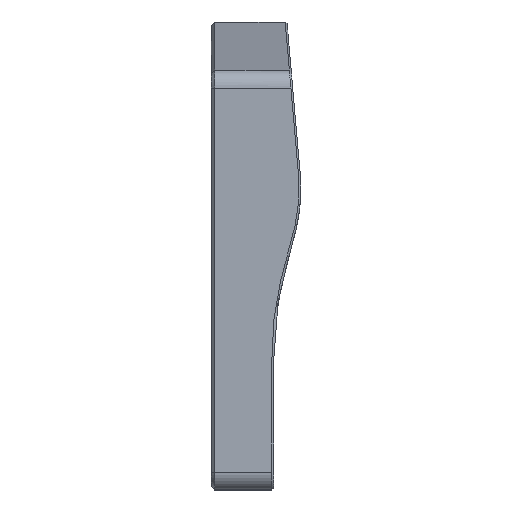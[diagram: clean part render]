
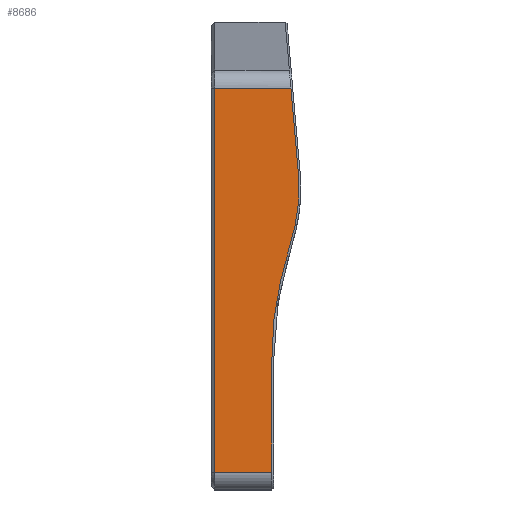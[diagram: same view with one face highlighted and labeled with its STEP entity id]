
A CAD part, left-side view. The second image highlights one B-rep face of the part: STEP entity #8686.
In plain terms, the highlighted planar face has unit normal (-1, 0, 0).
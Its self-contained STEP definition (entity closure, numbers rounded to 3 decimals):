
#82=PLANE('',#9246);
#496=FACE_OUTER_BOUND('',#1002,.T.);
#1002=EDGE_LOOP('',(#6387,#6388,#6389,#6390,#6391,#6392,#6393));
#1878=B_SPLINE_CURVE_WITH_KNOTS('',3,(#18069,#18070,#18071,#18072,#18073,
#18074,#18075,#18076),.UNSPECIFIED.,.F.,.F.,(4,1,1,1,1,4),(0.,
1.351,2.027,2.365,3.378,4.73),
 .UNSPECIFIED.);
#1885=B_SPLINE_CURVE_WITH_KNOTS('',3,(#18273,#18274,#18275,#18276),
 .UNSPECIFIED.,.F.,.F.,(4,4),(1.562,1.571),
 .UNSPECIFIED.);
#2168=LINE('',#18025,#2839);
#2172=LINE('',#18082,#2843);
#2223=LINE('',#18563,#2894);
#2224=LINE('',#18567,#2895);
#2225=LINE('',#18568,#2896);
#2839=VECTOR('',#10352,10.);
#2843=VECTOR('',#10358,10.);
#2894=VECTOR('',#10461,10.);
#2895=VECTOR('',#10466,10.);
#2896=VECTOR('',#10467,10.);
#3750=VERTEX_POINT('',#18017);
#3752=VERTEX_POINT('',#18023);
#3754=VERTEX_POINT('',#18067);
#3756=VERTEX_POINT('',#18080);
#3777=VERTEX_POINT('',#18208);
#3812=VERTEX_POINT('',#18562);
#3813=VERTEX_POINT('',#18566);
#4757=EDGE_CURVE('',#3752,#3750,#2168,.T.);
#4760=EDGE_CURVE('',#3754,#3752,#1878,.T.);
#4763=EDGE_CURVE('',#3756,#3754,#2172,.T.);
#4804=EDGE_CURVE('',#3777,#3756,#1885,.T.);
#4849=EDGE_CURVE('',#3750,#3812,#2223,.T.);
#4851=EDGE_CURVE('',#3813,#3777,#2224,.T.);
#4852=EDGE_CURVE('',#3812,#3813,#2225,.T.);
#6387=ORIENTED_EDGE('',*,*,#4757,.F.);
#6388=ORIENTED_EDGE('',*,*,#4760,.F.);
#6389=ORIENTED_EDGE('',*,*,#4763,.F.);
#6390=ORIENTED_EDGE('',*,*,#4804,.F.);
#6391=ORIENTED_EDGE('',*,*,#4851,.F.);
#6392=ORIENTED_EDGE('',*,*,#4852,.F.);
#6393=ORIENTED_EDGE('',*,*,#4849,.F.);
#8686=ADVANCED_FACE('',(#496),#82,.T.);
#9246=AXIS2_PLACEMENT_3D('',#18565,#10464,#10465);
#10352=DIRECTION('',(0.,0.,-1.));
#10358=DIRECTION('',(0.,-0.087,-0.996));
#10461=DIRECTION('',(0.,1.,0.));
#10464=DIRECTION('center_axis',(-1.,0.,0.));
#10465=DIRECTION('ref_axis',(0.,0.,1.));
#10466=DIRECTION('',(0.,-1.,0.));
#10467=DIRECTION('',(0.,0.,1.));
#18017=CARTESIAN_POINT('',(-120.943,-6.6,-43.6));
#18023=CARTESIAN_POINT('',(-120.943,-6.6,-18.766));
#18025=CARTESIAN_POINT('',(-120.943,-6.6,-33.183));
#18067=CARTESIAN_POINT('',(-120.943,-12.556,23.614));
#18069=CARTESIAN_POINT('Ctrl Pts',(-120.943,-12.556,23.614));
#18070=CARTESIAN_POINT('Ctrl Pts',(-120.943,-12.946,19.165));
#18071=CARTESIAN_POINT('Ctrl Pts',(-120.943,-12.449,13.836));
#18072=CARTESIAN_POINT('Ctrl Pts',(-120.943,-10.97,8.097));
#18073=CARTESIAN_POINT('Ctrl Pts',(-120.943,-9.548,3.111));
#18074=CARTESIAN_POINT('Ctrl Pts',(-120.943,-7.6,-3.86));
#18075=CARTESIAN_POINT('Ctrl Pts',(-120.943,-6.6,-12.348));
#18076=CARTESIAN_POINT('Ctrl Pts',(-120.943,-6.6,-18.766));
#18080=CARTESIAN_POINT('',(-120.943,-10.898,42.565));
#18082=CARTESIAN_POINT('',(-120.943,-14.123,5.709));
#18208=CARTESIAN_POINT('',(-120.943,-10.895,42.6));
#18273=CARTESIAN_POINT('Ctrl Pts',(-120.943,-10.895,42.6));
#18274=CARTESIAN_POINT('Ctrl Pts',(-120.943,-10.896,42.588));
#18275=CARTESIAN_POINT('Ctrl Pts',(-120.943,-10.897,42.577));
#18276=CARTESIAN_POINT('Ctrl Pts',(-120.943,-10.898,42.565));
#18562=CARTESIAN_POINT('',(-120.943,6.2,-43.6));
#18563=CARTESIAN_POINT('',(-120.943,0.,-43.6));
#18565=CARTESIAN_POINT('Origin',(-120.943,0.,-47.6));
#18566=CARTESIAN_POINT('',(-120.943,6.2,42.6));
#18567=CARTESIAN_POINT('',(-120.943,0.,42.6));
#18568=CARTESIAN_POINT('',(-120.943,6.2,-21.345));
